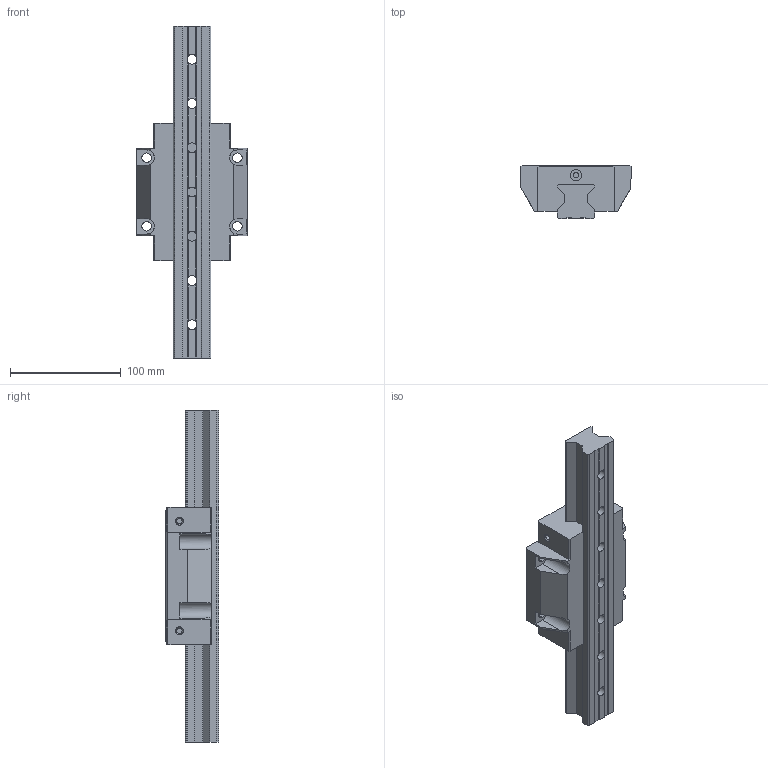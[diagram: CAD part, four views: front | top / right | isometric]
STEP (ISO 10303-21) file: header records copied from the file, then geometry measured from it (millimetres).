
FILE_DESCRIPTION((''),'2;1');
FILE_NAME('RGW35CC_ASM','2006-08-29T',('vincent'),(''),'PRO/ENGINEER BY PARAMETRIC TECHNOLOGY CORPORATION, 2004360','PRO/ENGINEER BY PARAMETRIC TECHNOLOGY CORPORATION, 2004360','');
FILE_SCHEMA(('CONFIG_CONTROL_DESIGN'));
Length unit declared in the file: millimetre
Products named in the file (3): RGW35CC_BLOCK; RGR35_RAIL; RGW35CC_ASM
Assembly tree (2 placements, depth 2):
  RGW35CC_ASM
    RGW35CC_BLOCK
    RGR35_RAIL
Bounding box: 100 x 48 x 300 mm (x, y, z)
Volume: 561066.7 mm3; surface area: 98200.3 mm2
Topology: 2 solids, 2 shells, 234 faces, 628 edges, 412 vertices
Faces by surface type: plane 142, cylinder 72, cone 20
Entity records: 7469 total; most frequent: CARTESIAN_POINT 1351, DIRECTION 1262, ORIENTED_EDGE 1256, EDGE_CURVE 628, AXIS2_PLACEMENT_3D 431, VERTEX_POINT 412, VECTOR 400, LINE 400
